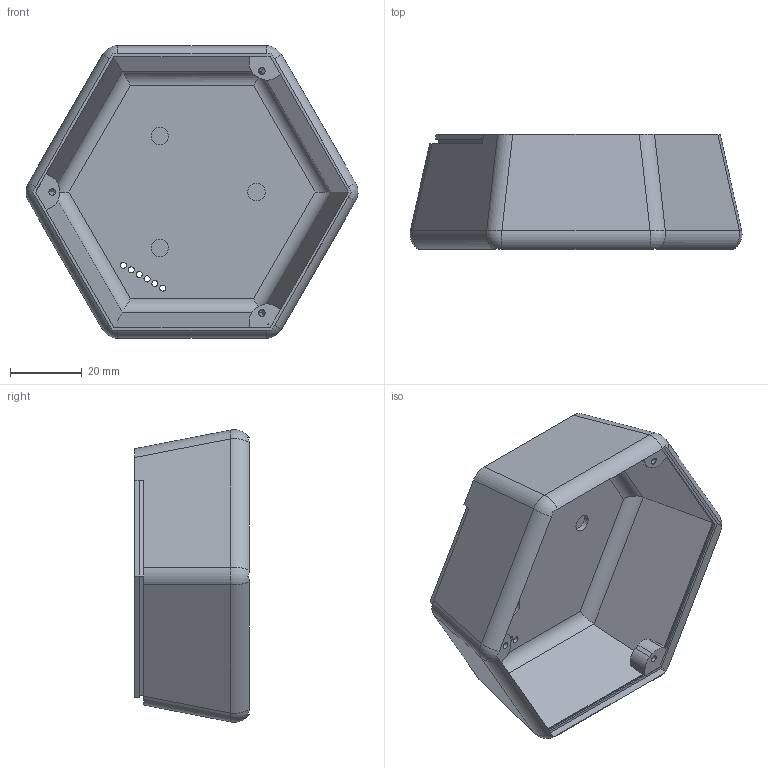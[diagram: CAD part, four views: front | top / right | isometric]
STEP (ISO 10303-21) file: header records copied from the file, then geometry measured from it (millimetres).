
FILE_DESCRIPTION(/* description */ (''),/* implementation_level */ '2;1');
FILE_NAME(/* name */ 'Main Module V2A.step',/* time_stamp */ '2022-12-02T21:38:04+01:00',/* author */ (''),/* organization */ (''),/* preprocessor_version */ 'ST-DEVELOPER v19.2',/* originating_system */ 'Autodesk Translation Framework v11.17.0.187',/* authorisation */ '');
FILE_SCHEMA (('AUTOMOTIVE_DESIGN { 1 0 10303 214 3 1 1 }'));
Length unit declared in the file: millimetre
Products named in the file (1): Cellulo MM V3.0 Top Lid Isolated V3
Bounding box: 92.65 x 32 x 81.62 mm (x, y, z)
Volume: 34906.9 mm3; surface area: 25144.1 mm2
Topology: 2 solids, 2 shells, 117 faces, 308 edges, 191 vertices
Faces by surface type: plane 73, cylinder 36, sphere 6, bspline 2
Full cylindrical faces by diameter (mm): 1.7 x6, 1.85 x3, 4.85 x3
Entity records: 3673 total; most frequent: CARTESIAN_POINT 664, ORIENTED_EDGE 616, DIRECTION 613, EDGE_CURVE 308, LINE 225, VECTOR 225, AXIS2_PLACEMENT_3D 194, VERTEX_POINT 191
